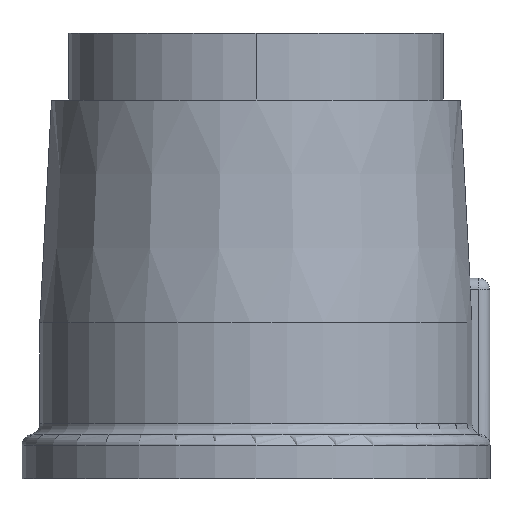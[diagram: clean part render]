
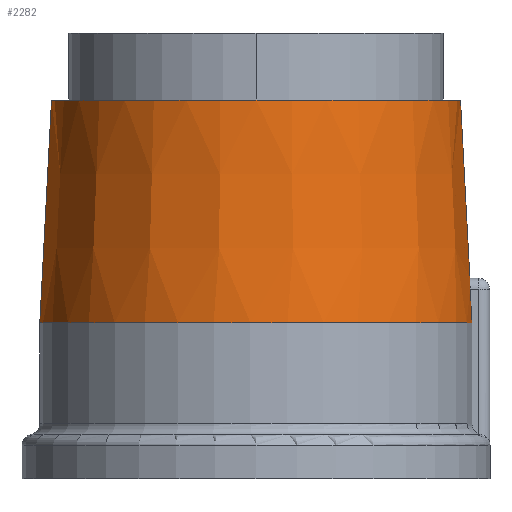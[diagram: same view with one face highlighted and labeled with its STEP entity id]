
A CAD part, left-side view. The second image highlights one B-rep face of the part: STEP entity #2282.
In plain terms, the highlighted conical face has half-angle 3 degrees and reference radius 9.438 mm.
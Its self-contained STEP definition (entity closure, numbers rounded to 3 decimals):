
#291=CARTESIAN_POINT('',(-0.5,-9.609,7.5));
#292=CARTESIAN_POINT('',(-0.5,-9.617,7.334));
#293=CARTESIAN_POINT('',(-0.5,-9.635,7.002));
#294=CARTESIAN_POINT('',(-0.5,-9.661,6.504));
#295=CARTESIAN_POINT('',(-0.5,-9.678,6.172));
#296=CARTESIAN_POINT('',(-0.5,-9.687,6.005));
#298=CARTESIAN_POINT('',(0.,0.,6.005));
#299=DIRECTION('',(0.,0.,-1.));
#300=DIRECTION('',(-0.052,-0.999,0.));
#301=AXIS2_PLACEMENT_3D('',#298,#299,#300);
#303=CARTESIAN_POINT('',(0.,0.,16.));
#304=DIRECTION('',(0.,0.,1.));
#305=DIRECTION('',(0.,1.,0.));
#306=AXIS2_PLACEMENT_3D('',#303,#304,#305);
#308=CARTESIAN_POINT('',(0.,-9.595,8.));
#309=CARTESIAN_POINT('',(-0.044,-9.595,8.));
#310=CARTESIAN_POINT('',(-0.132,-9.595,
7.989));
#311=CARTESIAN_POINT('',(-0.256,-9.596,
7.936));
#312=CARTESIAN_POINT('',(-0.358,-9.596,
7.857));
#313=CARTESIAN_POINT('',(-0.439,-9.599,
7.751));
#314=CARTESIAN_POINT('',(-0.488,-9.602,
7.631));
#315=CARTESIAN_POINT('',(-0.5,-9.606,7.544));
#316=CARTESIAN_POINT('',(-0.5,-9.609,7.5));
#340=DIRECTION('',(0.,0.052,0.999));
#341=VECTOR('',#340,8.011);
#342=CARTESIAN_POINT('',(0.,-9.595,8.));
#343=LINE('',#342,#341);
#349=DIRECTION('',(0.,-0.052,0.999));
#350=VECTOR('',#349,10.008);
#351=CARTESIAN_POINT('',(0.,9.7,6.005));
#352=LINE('',#351,#350);
#1811=VERTEX_POINT('',#308);
#1812=VERTEX_POINT('',#316);
#1814=CARTESIAN_POINT('',(0.,-9.176,16.));
#1815=CARTESIAN_POINT('',(0.,9.176,16.));
#1816=VERTEX_POINT('',#1814);
#1817=VERTEX_POINT('',#1815);
#1818=CARTESIAN_POINT('',(0.,9.7,6.005));
#1819=VERTEX_POINT('',#1818);
#1820=VERTEX_POINT('',#296);
#2266=CARTESIAN_POINT('',(0.,0.,11.003));
#2267=DIRECTION('',(0.,0.,-1.));
#2268=DIRECTION('',(0.,-1.,0.));
#2269=AXIS2_PLACEMENT_3D('',#2266,#2267,#2268);
#2270=CONICAL_SURFACE('',#2269,9.438,3.);
#2271=ORIENTED_EDGE('',*,*,#2209,.T.);
#2272=ORIENTED_EDGE('',*,*,#2227,.T.);
#2274=ORIENTED_EDGE('',*,*,#2273,.T.);
#2276=ORIENTED_EDGE('',*,*,#2275,.T.);
#2278=ORIENTED_EDGE('',*,*,#2277,.F.);
#2279=ORIENTED_EDGE('',*,*,#2253,.T.);
#2280=EDGE_LOOP('',(#2271,#2272,#2274,#2276,#2278,#2279));
#2281=FACE_OUTER_BOUND('',#2280,.F.);
#2282=ADVANCED_FACE('',(#2281),#2270,.T.);
#297=B_SPLINE_CURVE_WITH_KNOTS('',3,(#291,#292,#293,#294,#295,#296),
.UNSPECIFIED.,.F.,.F.,(4,1,1,4),(0.,0.333,0.667,1.),
.UNSPECIFIED.);
#302=CIRCLE('',#301,9.7);
#307=CIRCLE('',#306,9.176);
#317=B_SPLINE_CURVE_WITH_KNOTS('',3,(#308,#309,#310,#311,#312,#313,#314,#315,
#316),.UNSPECIFIED.,.F.,.F.,(4,1,1,1,1,1,4),(0.,0.167,
0.333,0.5,0.667,0.833,1.),
.UNSPECIFIED.);
#2209=EDGE_CURVE('',#1812,#1820,#297,.T.);
#2227=EDGE_CURVE('',#1820,#1819,#302,.T.);
#2253=EDGE_CURVE('',#1811,#1812,#317,.T.);
#2273=EDGE_CURVE('',#1819,#1817,#352,.T.);
#2275=EDGE_CURVE('',#1817,#1816,#307,.T.);
#2277=EDGE_CURVE('',#1811,#1816,#343,.T.);
